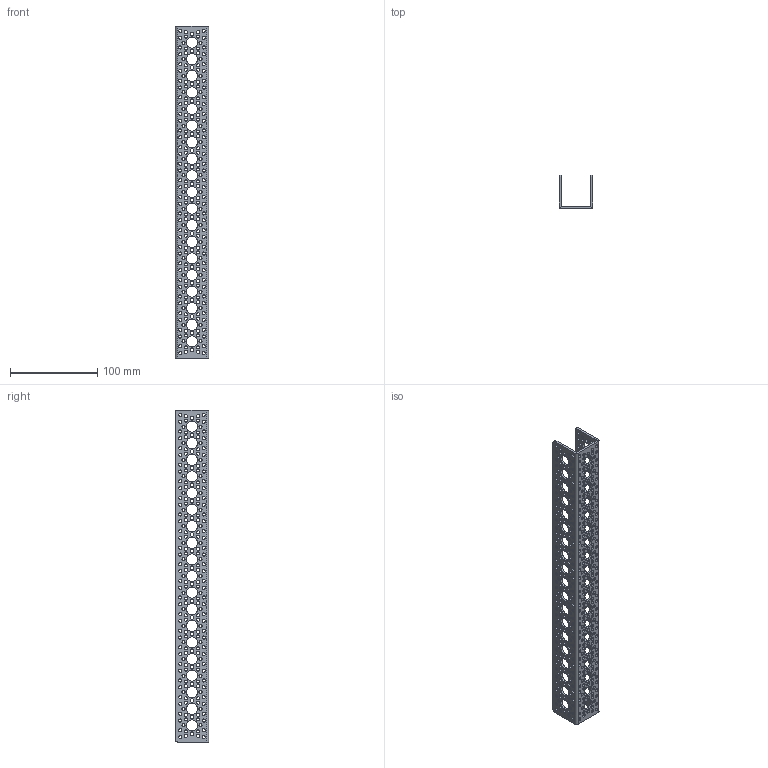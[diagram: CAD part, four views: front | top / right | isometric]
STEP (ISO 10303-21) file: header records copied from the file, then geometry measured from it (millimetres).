
FILE_DESCRIPTION (( 'STEP AP203' ), '1' );
FILE_NAME ('585458.STEP', '2014-07-14T21:49:16', ( 'Kyle' ), ( 'Microsoft' ), 'SwSTEP 2.0', 'SolidWorks 2014', '' );
FILE_SCHEMA (( 'CONFIG_CONTROL_DESIGN' ));
Length unit declared in the file: inch
Products named in the file (1): 585458
Bounding box: 38.1 x 38.1 x 381 mm (x, y, z)
Volume: 62664.4 mm3; surface area: 79274.9 mm2
Topology: 1 solids, 1 shells, 1438 faces, 4308 edges, 2872 vertices
Faces by surface type: cylinder 1428, plane 10
Entity records: 53191 total; most frequent: DIRECTION 10042, CARTESIAN_POINT 8619, ORIENTED_EDGE 8616, EDGE_CURVE 4308, AXIS2_PLACEMENT_3D 4295, VERTEX_POINT 2872, EDGE_LOOP 2860, CIRCLE 2856
